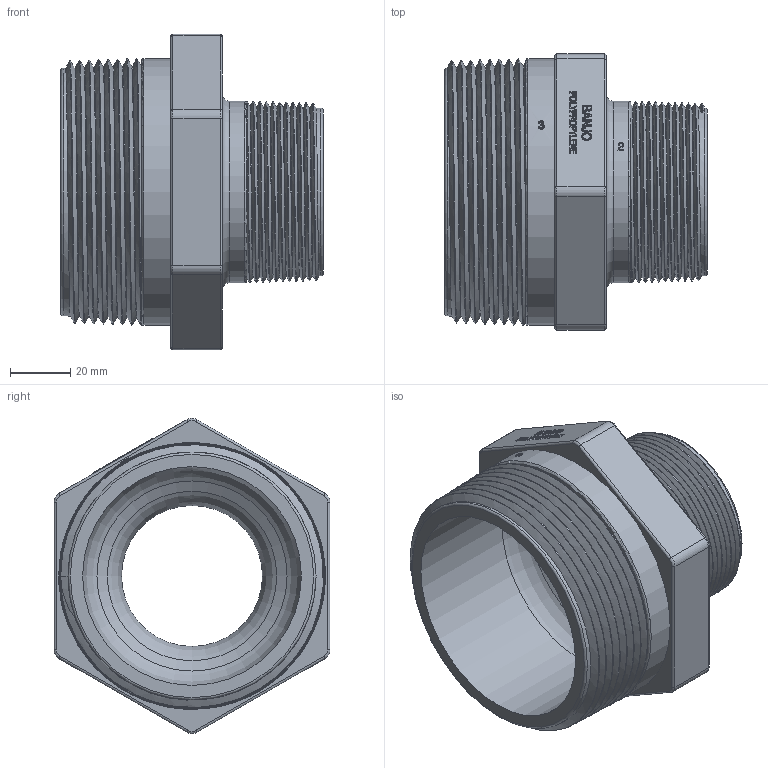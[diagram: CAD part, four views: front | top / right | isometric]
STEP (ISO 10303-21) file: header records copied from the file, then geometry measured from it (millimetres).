
FILE_DESCRIPTION(/* description */ ('3" X 2" REDUCING NIPPLE'),/* implementation_level */ '2;1');
FILE_NAME(/* name */ 'RN300-200.stp',/* time_stamp */ '2023-05-04T14:30:34-04:00',/* author */ ('MEG'),/* organization */ (''),/* preprocessor_version */ 'ST-DEVELOPER v18.1',/* originating_system */ 'Autodesk Inventor 2022',/* authorisation */ '');
FILE_SCHEMA (('AUTOMOTIVE_DESIGN { 1 0 10303 214 3 1 1 }'));
Length unit declared in the file: inch
Products named in the file (2): RN300-200; RN300-200U
Assembly tree (1 placements, depth 2):
  RN300-200
    RN300-200U
Bounding box: 87.38 x 91.95 x 105.15 mm (x, y, z)
Volume: 165703.5 mm3; surface area: 56241.9 mm2
Topology: 1 solids, 1 shells, 378 faces, 1000 edges, 656 vertices
Faces by surface type: plane 185, bspline 121, cylinder 29, cone 24, torus 19
Full cylindrical faces by diameter (mm): 46.99 x1, 60.452 x1, 72.898 x1, 88.9 x1
Entity records: 20942 total; most frequent: CARTESIAN_POINT 12372, ORIENTED_EDGE 2000, DIRECTION 1311, EDGE_CURVE 1000, VERTEX_POINT 656, LINE 601, VECTOR 601, EDGE_LOOP 412
